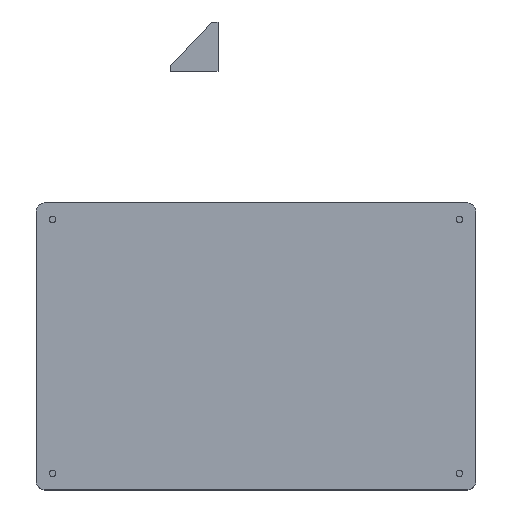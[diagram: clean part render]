
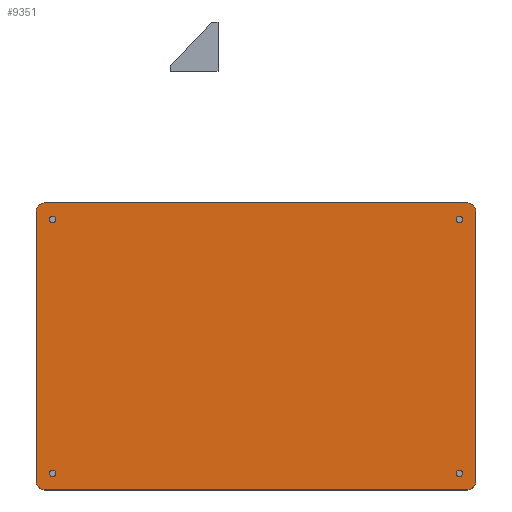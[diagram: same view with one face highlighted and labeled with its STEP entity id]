
A CAD part, top view. The second image highlights one B-rep face of the part: STEP entity #9351.
In plain terms, the highlighted planar face has unit normal (0, 0, 1).
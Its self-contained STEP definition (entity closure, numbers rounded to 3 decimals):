
#490=FACE_BOUND('',#2123,.T.);
#491=FACE_BOUND('',#2124,.T.);
#492=FACE_BOUND('',#2125,.T.);
#493=FACE_BOUND('',#2126,.T.);
#705=PLANE('',#10364);
#1174=FACE_OUTER_BOUND('',#2122,.T.);
#2122=EDGE_LOOP('',(#8442,#8443,#8444,#8445,#8446,#8447,#8448,#8449));
#2123=EDGE_LOOP('',(#8450));
#2124=EDGE_LOOP('',(#8451));
#2125=EDGE_LOOP('',(#8452));
#2126=EDGE_LOOP('',(#8453));
#2682=CIRCLE('',#10345,4.);
#2684=CIRCLE('',#10349,4.);
#2686=CIRCLE('',#10353,4.);
#2688=CIRCLE('',#10357,4.);
#2692=CIRCLE('',#10365,1.6);
#2693=CIRCLE('',#10366,1.6);
#2694=CIRCLE('',#10367,1.6);
#2695=CIRCLE('',#10368,1.6);
#3345=LINE('',#15495,#4039);
#3349=LINE('',#15507,#4043);
#3353=LINE('',#15519,#4047);
#3356=LINE('',#15530,#4050);
#4039=VECTOR('',#12932,10.);
#4043=VECTOR('',#12944,10.);
#4047=VECTOR('',#12956,10.);
#4050=VECTOR('',#12967,10.);
#4858=VERTEX_POINT('',#15489);
#4860=VERTEX_POINT('',#15493);
#4862=VERTEX_POINT('',#15499);
#4864=VERTEX_POINT('',#15505);
#4866=VERTEX_POINT('',#15511);
#4868=VERTEX_POINT('',#15517);
#4870=VERTEX_POINT('',#15523);
#4871=VERTEX_POINT('',#15527);
#4876=VERTEX_POINT('',#15547);
#4877=VERTEX_POINT('',#15549);
#4878=VERTEX_POINT('',#15551);
#4879=VERTEX_POINT('',#15553);
#6054=EDGE_CURVE('',#4858,#4860,#3345,.T.);
#6057=EDGE_CURVE('',#4860,#4862,#2682,.T.);
#6060=EDGE_CURVE('',#4862,#4864,#3349,.T.);
#6063=EDGE_CURVE('',#4864,#4866,#2684,.T.);
#6066=EDGE_CURVE('',#4866,#4868,#3353,.T.);
#6069=EDGE_CURVE('',#4868,#4870,#2686,.T.);
#6071=EDGE_CURVE('',#4870,#4871,#3356,.T.);
#6074=EDGE_CURVE('',#4871,#4858,#2688,.T.);
#6080=EDGE_CURVE('',#4876,#4876,#2692,.T.);
#6081=EDGE_CURVE('',#4877,#4877,#2693,.T.);
#6082=EDGE_CURVE('',#4878,#4878,#2694,.T.);
#6083=EDGE_CURVE('',#4879,#4879,#2695,.T.);
#8442=ORIENTED_EDGE('',*,*,#6074,.T.);
#8443=ORIENTED_EDGE('',*,*,#6054,.T.);
#8444=ORIENTED_EDGE('',*,*,#6057,.T.);
#8445=ORIENTED_EDGE('',*,*,#6060,.T.);
#8446=ORIENTED_EDGE('',*,*,#6063,.T.);
#8447=ORIENTED_EDGE('',*,*,#6066,.T.);
#8448=ORIENTED_EDGE('',*,*,#6069,.T.);
#8449=ORIENTED_EDGE('',*,*,#6071,.T.);
#8450=ORIENTED_EDGE('',*,*,#6080,.T.);
#8451=ORIENTED_EDGE('',*,*,#6081,.T.);
#8452=ORIENTED_EDGE('',*,*,#6082,.T.);
#8453=ORIENTED_EDGE('',*,*,#6083,.T.);
#9351=ADVANCED_FACE('',(#1174,#490,#491,#492,#493),#705,.T.);
#10345=AXIS2_PLACEMENT_3D('',#15501,#12938,#12939);
#10349=AXIS2_PLACEMENT_3D('',#15513,#12950,#12951);
#10353=AXIS2_PLACEMENT_3D('',#15525,#12962,#12963);
#10357=AXIS2_PLACEMENT_3D('',#15534,#12973,#12974);
#10364=AXIS2_PLACEMENT_3D('',#15546,#12989,#12990);
#10365=AXIS2_PLACEMENT_3D('',#15548,#12991,#12992);
#10366=AXIS2_PLACEMENT_3D('',#15550,#12993,#12994);
#10367=AXIS2_PLACEMENT_3D('',#15552,#12995,#12996);
#10368=AXIS2_PLACEMENT_3D('',#15554,#12997,#12998);
#12932=DIRECTION('',(0.,1.,0.));
#12938=DIRECTION('center_axis',(0.,0.,1.));
#12939=DIRECTION('ref_axis',(0.707,0.707,0.));
#12944=DIRECTION('',(-1.,0.,0.));
#12950=DIRECTION('center_axis',(0.,0.,1.));
#12951=DIRECTION('ref_axis',(-0.707,0.707,0.));
#12956=DIRECTION('',(0.,-1.,0.));
#12962=DIRECTION('center_axis',(0.,0.,1.));
#12963=DIRECTION('ref_axis',(-0.707,-0.707,0.));
#12967=DIRECTION('',(1.,0.,0.));
#12973=DIRECTION('center_axis',(0.,0.,1.));
#12974=DIRECTION('ref_axis',(0.707,-0.707,0.));
#12989=DIRECTION('center_axis',(0.,0.,1.));
#12990=DIRECTION('ref_axis',(1.,0.,0.));
#12991=DIRECTION('center_axis',(0.,0.,-1.));
#12992=DIRECTION('ref_axis',(-1.,0.,0.));
#12993=DIRECTION('center_axis',(0.,0.,-1.));
#12994=DIRECTION('ref_axis',(-1.,0.,0.));
#12995=DIRECTION('center_axis',(0.,0.,-1.));
#12996=DIRECTION('ref_axis',(-1.,0.,0.));
#12997=DIRECTION('center_axis',(0.,0.,-1.));
#12998=DIRECTION('ref_axis',(-1.,0.,0.));
#15489=CARTESIAN_POINT('',(261.57,-169.57,55.2));
#15493=CARTESIAN_POINT('',(261.57,-37.93,55.2));
#15495=CARTESIAN_POINT('',(261.57,-33.93,55.2));
#15499=CARTESIAN_POINT('',(257.57,-33.93,55.2));
#15501=CARTESIAN_POINT('Origin',(257.57,-37.93,55.2));
#15505=CARTESIAN_POINT('',(51.43,-33.93,55.2));
#15507=CARTESIAN_POINT('',(47.43,-33.93,55.2));
#15511=CARTESIAN_POINT('',(47.43,-37.93,55.2));
#15513=CARTESIAN_POINT('Origin',(51.43,-37.93,55.2));
#15517=CARTESIAN_POINT('',(47.43,-169.57,55.2));
#15519=CARTESIAN_POINT('',(47.43,-173.57,55.2));
#15523=CARTESIAN_POINT('',(51.43,-173.57,55.2));
#15525=CARTESIAN_POINT('Origin',(51.43,-169.57,55.2));
#15527=CARTESIAN_POINT('',(257.57,-173.57,55.2));
#15530=CARTESIAN_POINT('',(261.57,-173.57,55.2));
#15534=CARTESIAN_POINT('Origin',(257.57,-169.57,55.2));
#15546=CARTESIAN_POINT('Origin',(154.5,-103.75,55.2));
#15547=CARTESIAN_POINT('',(255.17,-41.93,55.2));
#15548=CARTESIAN_POINT('Origin',(253.57,-41.93,55.2));
#15549=CARTESIAN_POINT('',(255.17,-165.57,55.2));
#15550=CARTESIAN_POINT('Origin',(253.57,-165.57,55.2));
#15551=CARTESIAN_POINT('',(57.03,-41.93,55.2));
#15552=CARTESIAN_POINT('Origin',(55.43,-41.93,55.2));
#15553=CARTESIAN_POINT('',(57.03,-165.57,55.2));
#15554=CARTESIAN_POINT('Origin',(55.43,-165.57,55.2));
